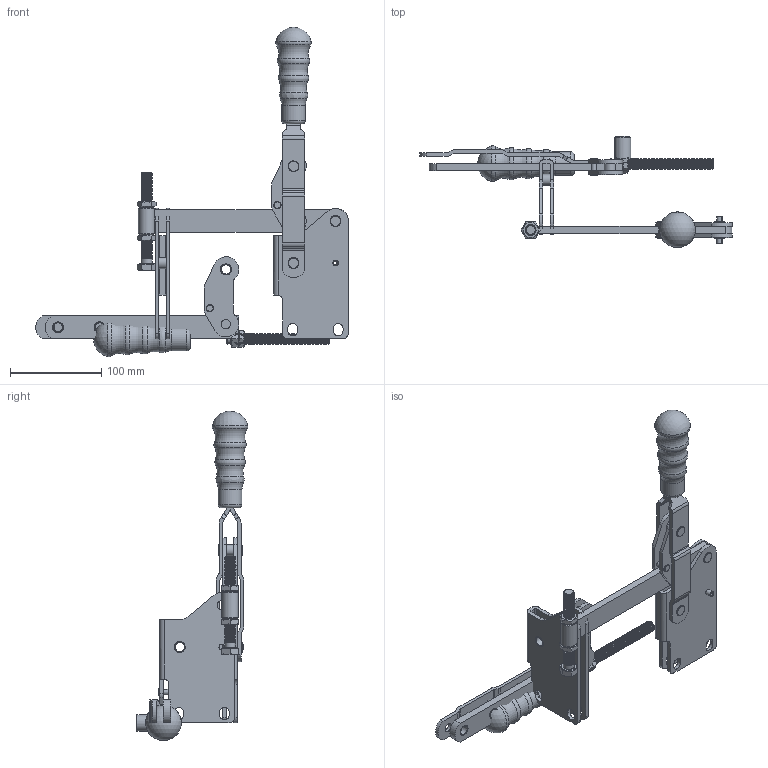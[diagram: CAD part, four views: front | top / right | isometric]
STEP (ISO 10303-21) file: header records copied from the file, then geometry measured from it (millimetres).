
FILE_DESCRIPTION( ( 'Unknown' ), '1' );
FILE_NAME( '260-MR_UPINKA.stp', 'Unknown', ( 'Unknown' ), ( 'Unknown' ), 'PSStep 14.0', 'Unknown', ' ' );
FILE_SCHEMA( ( 'AUTOMOTIVE_DESIGN { 1 0 10303 214 1 1 1 1 }' ) );
Length unit declared in the file: millimetre
Products named in the file (25): Assem1; 260005-M_UPINACI PAKA; 260004-M_TAHLO; 260008-M_TELO; 260005_UPINACI PAKA; 820005_POUZDRO 10x8; 820005_POUZDRO 10x8-oa5; 260008_TELO; 820007_POUZDRO 10x16-oa6; 260004_TAHLO; 260004_TAHLO-oa0; 820007_POUZDRO 10x16; 720818_NYT 6x18; 260003_OVLADACI PAKA; 260003_OVLADACI PAKA-oa1; 721218_NYT 10x18; 721218_NYT 10x18-oa2; 721226_NYT 10x26; 721226_NYT 10x26-oa3; 800076_SROUB M12x100-CSN ISO 4017; 800007_MATICE M12_DIN4398; 800007_MATICE M12_DIN4398-oa4; 800084_KOLIK 6x30_CSN ISO 2338; 900004_OKO SROUBU; 940004_RUKOJET 16x8
Bounding box: 342.49 x 122.62 x 360.99 mm (x, y, z)
Volume: 668377.4 mm3; surface area: 329936.3 mm2
Topology: 51 solids, 51 shells, 1253 faces, 2880 edges, 1757 vertices
Faces by surface type: cylinder 416, plane 347, cone 344, torus 136, bspline 8, sphere 2
Full cylindrical faces by diameter (mm): 6 x15, 8 x6, 10 x28, 10.02 x12, 10.106 x12, 12 x124, 12.1 x18, 12.2 x12, 13 x2, 16.63 x2, 18 x2, 26.044 x2
Entity records: 18469 total; most frequent: DIRECTION 2546, CARTESIAN_POINT 2380, ORIENTED_EDGE 1798, AXIS2_PLACEMENT_3D 1113, EDGE_LOOP 964, EDGE_CURVE 899, FACE_OUTER_BOUND 734, VERTEX_POINT 727
